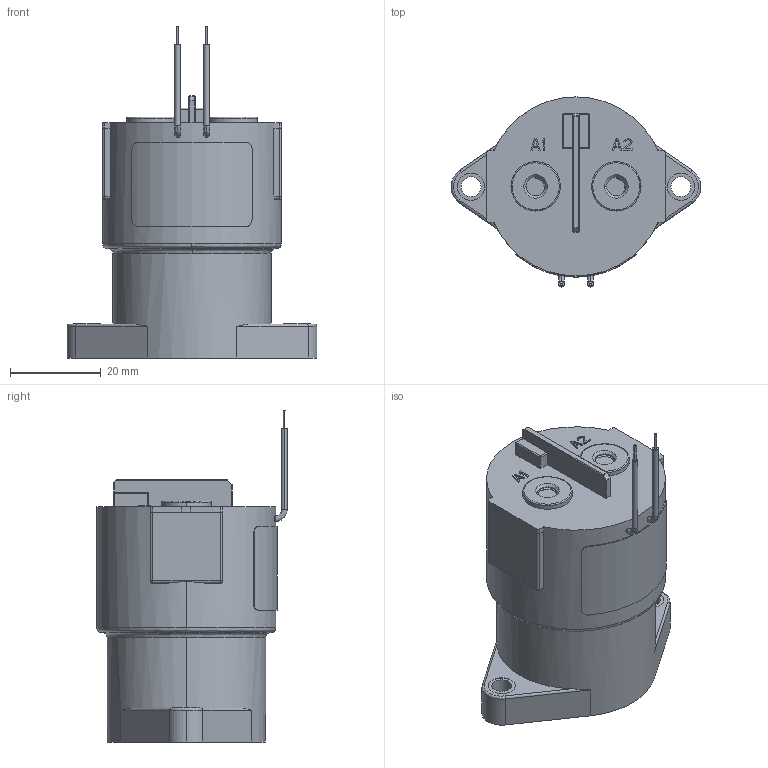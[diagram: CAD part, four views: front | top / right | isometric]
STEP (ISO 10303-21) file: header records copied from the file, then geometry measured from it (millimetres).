
FILE_DESCRIPTION (( 'STEP AP214' ), '1' );
FILE_NAME ('2071583-4.STEP', '2024-10-26T21:15:26', ( '' ), ( '' ), 'SwSTEP 2.0', 'SolidWorks 2024', '' );
FILE_SCHEMA (( 'AUTOMOTIVE_DESIGN' ));
Length unit declared in the file: millimetre
Products named in the file (1): 2071583-4
Bounding box: 55.1 x 41.98 x 73.24 mm (x, y, z)
Volume: 59906.3 mm3; surface area: 10133.1 mm2
Topology: 1 solids, 1 shells, 251 faces, 643 edges, 399 vertices
Faces by surface type: plane 124, cylinder 89, bspline 34, cone 4
Entity records: 9002 total; most frequent: CARTESIAN_POINT 2638, ORIENTED_EDGE 1256, DIRECTION 1204, EDGE_CURVE 628, AXIS2_PLACEMENT_3D 410, VERTEX_POINT 399, VECTOR 384, LINE 384
